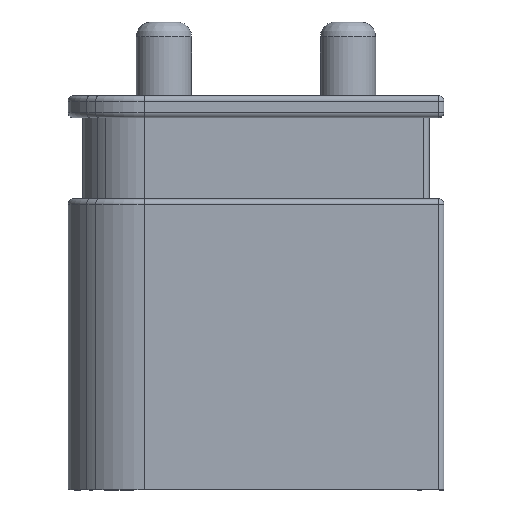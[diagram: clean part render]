
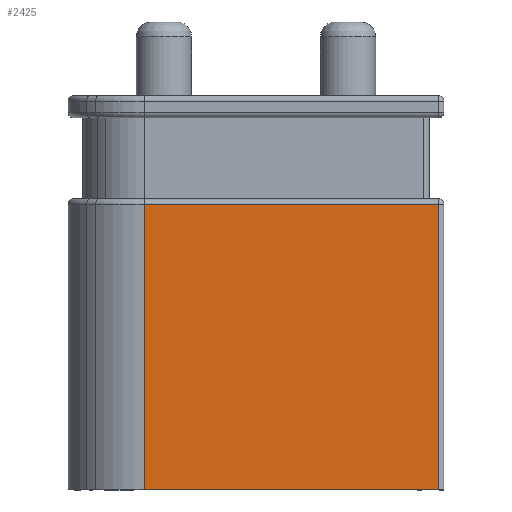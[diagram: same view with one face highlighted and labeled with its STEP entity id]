
A CAD part, left-side view. The second image highlights one B-rep face of the part: STEP entity #2425.
In plain terms, the highlighted face is planar.
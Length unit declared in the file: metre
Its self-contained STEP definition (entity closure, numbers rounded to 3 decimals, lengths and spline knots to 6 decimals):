
#103=LINE('',#6206,#251);
#118=LINE('',#6264,#266);
#121=LINE('',#6272,#269);
#122=LINE('',#6274,#270);
#251=VECTOR('',#3952,1.);
#266=VECTOR('',#4009,1.);
#269=VECTOR('',#4018,1.);
#270=VECTOR('',#4019,1.);
#696=ORIENTED_EDGE('',*,*,#1261,.F.);
#697=ORIENTED_EDGE('',*,*,#1262,.F.);
#698=ORIENTED_EDGE('',*,*,#1257,.T.);
#699=ORIENTED_EDGE('',*,*,#1228,.T.);
#1228=EDGE_CURVE('',#1539,#1538,#103,.T.);
#1257=EDGE_CURVE('',#1561,#1539,#118,.T.);
#1261=EDGE_CURVE('',#1563,#1538,#121,.T.);
#1262=EDGE_CURVE('',#1561,#1563,#122,.T.);
#1538=VERTEX_POINT('',#6205);
#1539=VERTEX_POINT('',#6207);
#1561=VERTEX_POINT('',#6265);
#1563=VERTEX_POINT('',#6273);
#1912=EDGE_LOOP('',(#696,#697,#698,#699));
#2074=FACE_BOUND('',#1912,.T.);
#2207=PLANE('',#3526);
#2425=ADVANCED_FACE('',(#2074),#2207,.T.);
#3526=AXIS2_PLACEMENT_3D('',#6271,#4016,#4017);
#3952=DIRECTION('',(1.,0.,0.));
#4009=DIRECTION('',(0.,0.,1.));
#4016=DIRECTION('',(0.,1.,0.));
#4017=DIRECTION('',(1.,0.,0.));
#4018=DIRECTION('',(0.,0.,1.));
#4019=DIRECTION('',(1.,0.,0.));
#6205=CARTESIAN_POINT('',(0.00495,0.0026,0.0107));
#6206=CARTESIAN_POINT('',(-0.003539,0.0026,0.0107));
#6207=CARTESIAN_POINT('',(-0.003029,0.0026,0.0107));
#6264=CARTESIAN_POINT('',(-0.003029,0.0026,0.0034));
#6265=CARTESIAN_POINT('',(-0.003029,0.0026,0.00295));
#6271=CARTESIAN_POINT('',(-0.003539,0.0026,0.0034));
#6272=CARTESIAN_POINT('',(0.00495,0.0026,0.0034));
#6273=CARTESIAN_POINT('',(0.00495,0.0026,0.00295));
#6274=CARTESIAN_POINT('',(-0.003029,0.0026,0.00295));
